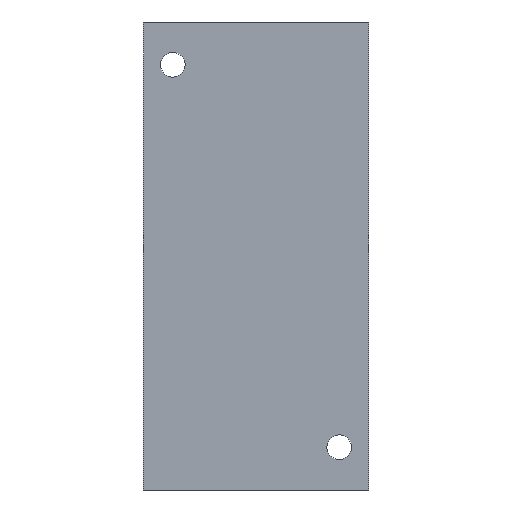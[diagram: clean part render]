
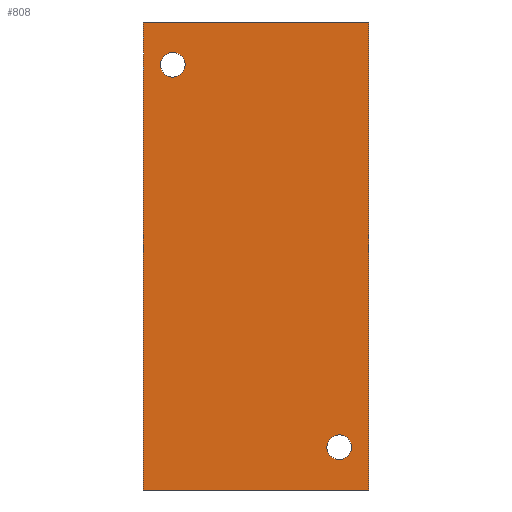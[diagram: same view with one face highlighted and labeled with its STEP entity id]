
A CAD part, left-side view. The second image highlights one B-rep face of the part: STEP entity #808.
In plain terms, the highlighted planar face has unit normal (-1, 0, 0).
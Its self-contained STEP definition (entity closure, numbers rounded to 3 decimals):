
#35=FACE_BOUND('',#206,.T.);
#36=FACE_BOUND('',#207,.T.);
#50=PLANE('',#923);
#140=FACE_OUTER_BOUND('',#205,.T.);
#205=EDGE_LOOP('',(#747,#748,#749,#750));
#206=EDGE_LOOP('',(#751));
#207=EDGE_LOOP('',(#752));
#229=LINE('',#1629,#268);
#232=LINE('',#1642,#271);
#241=LINE('',#1664,#280);
#244=LINE('',#1672,#283);
#268=VECTOR('',#1077,10.);
#271=VECTOR('',#1090,10.);
#280=VECTOR('',#1115,10.);
#283=VECTOR('',#1126,10.);
#288=CIRCLE('',#832,2.75);
#291=CIRCLE('',#836,2.75);
#338=VERTEX_POINT('',#1161);
#341=VERTEX_POINT('',#1169);
#396=VERTEX_POINT('',#1626);
#397=VERTEX_POINT('',#1628);
#401=VERTEX_POINT('',#1640);
#402=VERTEX_POINT('',#1641);
#414=EDGE_CURVE('',#338,#338,#288,.T.);
#418=EDGE_CURVE('',#341,#341,#291,.T.);
#494=EDGE_CURVE('',#396,#397,#229,.T.);
#500=EDGE_CURVE('',#401,#402,#232,.T.);
#512=EDGE_CURVE('',#397,#401,#241,.T.);
#516=EDGE_CURVE('',#402,#396,#244,.T.);
#747=ORIENTED_EDGE('',*,*,#494,.F.);
#748=ORIENTED_EDGE('',*,*,#516,.F.);
#749=ORIENTED_EDGE('',*,*,#500,.F.);
#750=ORIENTED_EDGE('',*,*,#512,.F.);
#751=ORIENTED_EDGE('',*,*,#414,.T.);
#752=ORIENTED_EDGE('',*,*,#418,.T.);
#808=ADVANCED_FACE('',(#140,#35,#36),#50,.T.);
#832=AXIS2_PLACEMENT_3D('',#1163,#933,#934);
#836=AXIS2_PLACEMENT_3D('',#1171,#942,#943);
#923=AXIS2_PLACEMENT_3D('',#1689,#1153,#1154);
#933=DIRECTION('center_axis',(1.,0.,0.));
#934=DIRECTION('ref_axis',(0.,0.,-1.));
#942=DIRECTION('center_axis',(1.,0.,0.));
#943=DIRECTION('ref_axis',(0.,0.,-1.));
#1077=DIRECTION('',(0.,0.,-1.));
#1090=DIRECTION('',(0.,0.,1.));
#1115=DIRECTION('',(0.,1.,0.));
#1126=DIRECTION('',(0.,-1.,0.));
#1153=DIRECTION('center_axis',(-1.,0.,0.));
#1154=DIRECTION('ref_axis',(0.,-1.,0.));
#1161=CARTESIAN_POINT('',(-15.,18.5,45.25));
#1163=CARTESIAN_POINT('Origin',(-15.,18.5,42.5));
#1169=CARTESIAN_POINT('',(-15.,-18.5,-39.75));
#1171=CARTESIAN_POINT('Origin',(-15.,-18.5,-42.5));
#1626=CARTESIAN_POINT('',(-15.,-25.,52.));
#1628=CARTESIAN_POINT('',(-15.,-25.,-52.));
#1629=CARTESIAN_POINT('',(-15.,-25.,0.));
#1640=CARTESIAN_POINT('',(-15.,25.,-52.));
#1641=CARTESIAN_POINT('',(-15.,25.,52.));
#1642=CARTESIAN_POINT('',(-15.,25.,0.));
#1664=CARTESIAN_POINT('',(-15.,-25.,-52.));
#1672=CARTESIAN_POINT('',(-15.,-25.,52.));
#1689=CARTESIAN_POINT('Origin',(-15.,25.,0.));
